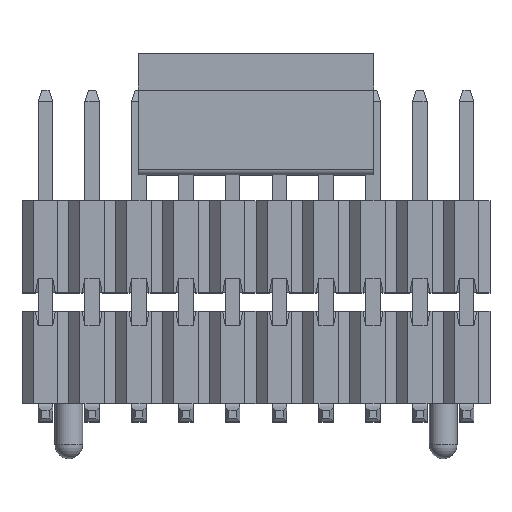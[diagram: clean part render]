
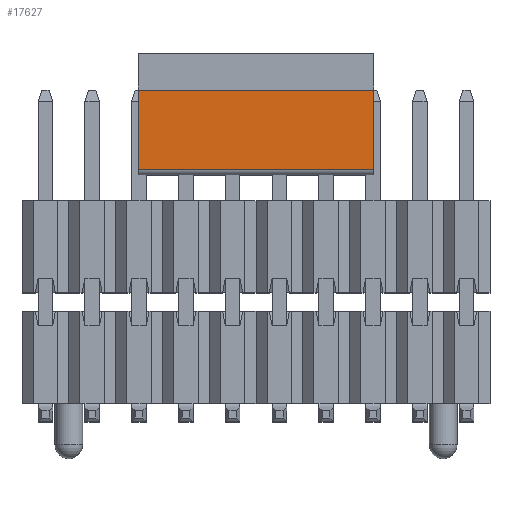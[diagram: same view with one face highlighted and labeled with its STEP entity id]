
A CAD part, top view. The second image highlights one B-rep face of the part: STEP entity #17627.
In plain terms, the highlighted planar face has unit normal (0, 0, 1).
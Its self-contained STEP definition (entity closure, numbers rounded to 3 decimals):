
#16640=CARTESIAN_POINT('',(2.515,6.35,1.7));
#16641=VERTEX_POINT('',#16640);
#16649=CARTESIAN_POINT('',(2.515,8.5,1.7));
#16650=VERTEX_POINT('',#16649);
#16651=CARTESIAN_POINT('',(2.515,6.35,1.7));
#16652=DIRECTION('',(0.,1.,0.));
#16653=VECTOR('',#16652,2.15);
#16654=LINE('',#16651,#16653);
#16655=EDGE_CURVE('',#16641,#16650,#16654,.T.);
#17091=CARTESIAN_POINT('',(8.915,8.5,1.7));
#17092=VERTEX_POINT('',#17091);
#17099=CARTESIAN_POINT('',(8.915,6.35,1.7));
#17100=VERTEX_POINT('',#17099);
#17101=CARTESIAN_POINT('',(8.915,8.5,1.7));
#17102=DIRECTION('',(0.,-1.,0.));
#17103=VECTOR('',#17102,2.15);
#17104=LINE('',#17101,#17103);
#17105=EDGE_CURVE('',#17092,#17100,#17104,.T.);
#17601=CARTESIAN_POINT('',(8.915,6.35,1.7));
#17602=DIRECTION('',(-1.,0.,0.));
#17603=VECTOR('',#17602,6.4);
#17604=LINE('',#17601,#17603);
#17605=EDGE_CURVE('',#17100,#16641,#17604,.T.);
#17611=CARTESIAN_POINT('',(2.515,8.5,1.7));
#17612=DIRECTION('',(0.,-1.,0.));
#17613=DIRECTION('',(-0.,0.,1.));
#17614=AXIS2_PLACEMENT_3D('',#17611,#17613,#17612);
#17615=PLANE('',#17614);
#17616=ORIENTED_EDGE('',*,*,#17105,.F.);
#17617=CARTESIAN_POINT('',(8.915,8.5,1.7));
#17618=DIRECTION('',(-1.,0.,0.));
#17619=VECTOR('',#17618,6.4);
#17620=LINE('',#17617,#17619);
#17621=EDGE_CURVE('',#17092,#16650,#17620,.T.);
#17622=ORIENTED_EDGE('',*,*,#17621,.T.);
#17623=ORIENTED_EDGE('',*,*,#16655,.F.);
#17624=ORIENTED_EDGE('',*,*,#17605,.F.);
#17625=EDGE_LOOP('',(#17616,#17622,#17623,#17624));
#17626=FACE_OUTER_BOUND('',#17625,.T.);
#17627=ADVANCED_FACE('',(#17626),#17615,.T.);
